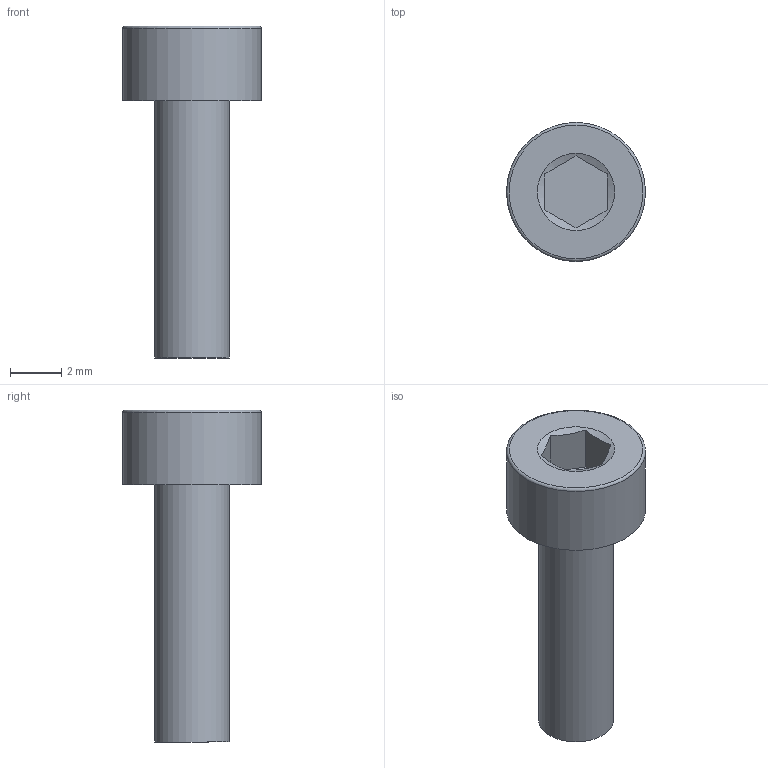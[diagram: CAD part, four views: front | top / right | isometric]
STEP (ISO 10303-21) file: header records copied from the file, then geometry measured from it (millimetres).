
FILE_DESCRIPTION(('FreeCAD Model'),'2;1');
FILE_NAME('M3x10-cyl-hex-head.stp', '2014-08-24T13:38:00',('FreeCAD'),('FreeCAD'), 'Open CASCADE STEP processor 6.7','FreeCAD','Unknown');
FILE_SCHEMA(('AUTOMOTIVE_DESIGN_CC2 { 1 2 10303 214 -1 1 5 4 }'));
Length unit declared in the file: millimetre
Products named in the file (1): bolt-2
Bounding box: 5.4 x 5.4 x 12.9 mm (x, y, z)
Volume: 123.2 mm3; surface area: 199.9 mm2
Topology: 1 solids, 1 shells, 14 faces, 28 edges, 18 vertices
Faces by surface type: plane 10, cylinder 2, torus 1, cone 1
Full cylindrical faces by diameter (mm): 2.9 x1, 5.4 x1
Entity records: 791 total; most frequent: CARTESIAN_POINT 191, DIRECTION 112, ORIENTED_EDGE 56, PCURVE 56, DEFINITIONAL_REPRESENTATION 56, LINE 52, VECTOR 52, AXIS2_PLACEMENT_3D 28
